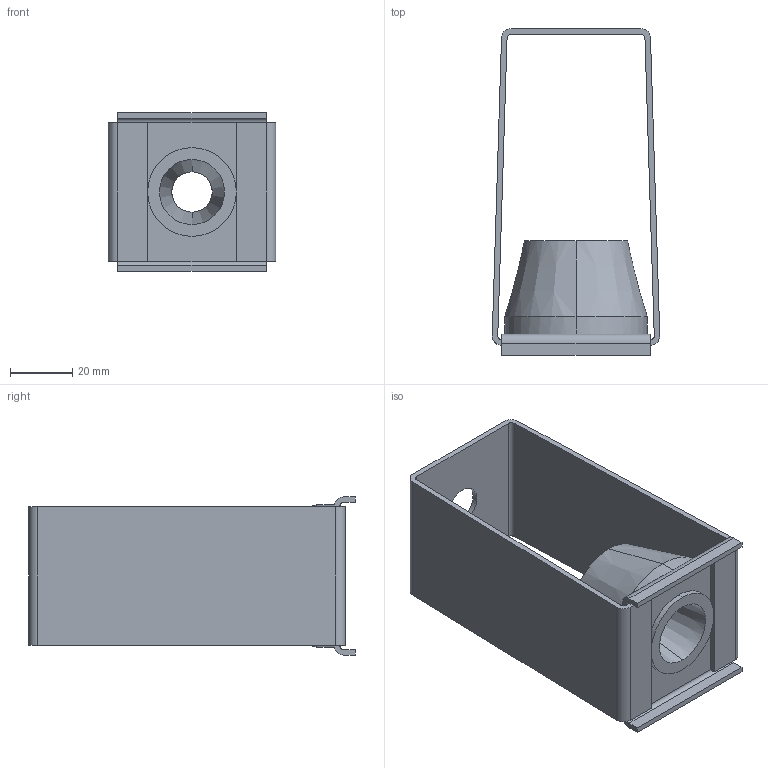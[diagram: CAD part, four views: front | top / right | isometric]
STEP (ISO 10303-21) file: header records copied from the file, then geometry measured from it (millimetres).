
FILE_DESCRIPTION (( 'STEP AP203' ), '1' );
FILE_NAME ('HA-E.STEP', '2024-05-21T15:09:00', ( '' ), ( '' ), 'SwSTEP 2.0', 'SolidWorks 2016', '' );
FILE_SCHEMA (( 'CONFIG_CONTROL_DESIGN' ));
Length unit declared in the file: inch
Products named in the file (1): HA-E
Bounding box: 53.78 x 104.78 x 50.8 mm (x, y, z)
Volume: 58822.2 mm3; surface area: 33362.8 mm2
Topology: 1 solids, 1 shells, 55 faces, 150 edges, 96 vertices
Faces by surface type: plane 29, cylinder 22, cone 4
Entity records: 1831 total; most frequent: DIRECTION 314, CARTESIAN_POINT 302, ORIENTED_EDGE 300, EDGE_CURVE 150, AXIS2_PLACEMENT_3D 108, VECTOR 98, LINE 98, VERTEX_POINT 96
